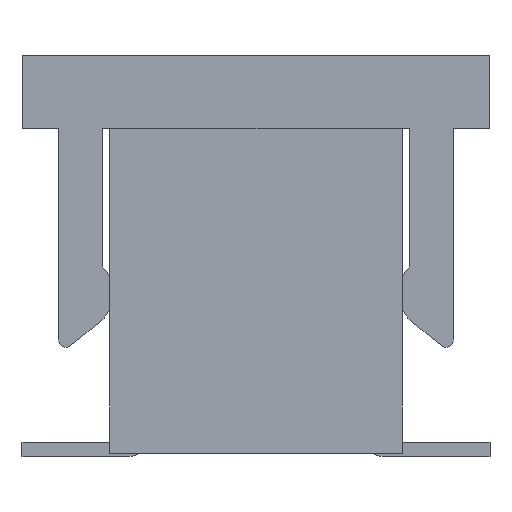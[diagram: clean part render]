
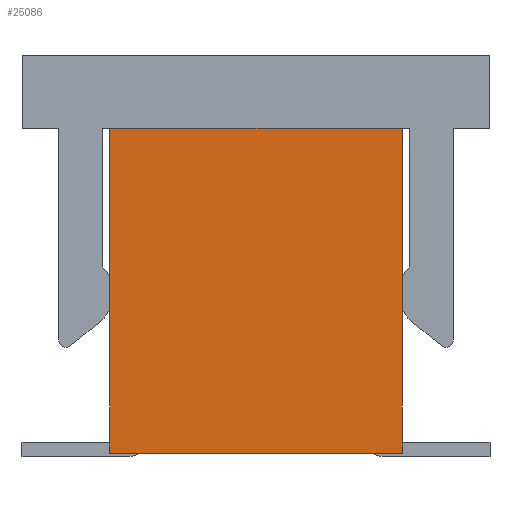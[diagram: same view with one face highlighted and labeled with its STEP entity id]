
A CAD part, left-side view. The second image highlights one B-rep face of the part: STEP entity #25086.
In plain terms, the highlighted planar face has unit normal (-1, 0, 0).
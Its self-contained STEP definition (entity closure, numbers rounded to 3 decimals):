
#1061=CARTESIAN_POINT('',(-5.15,2.,0.));
#1062=VERTEX_POINT('',#1061);
#1063=CARTESIAN_POINT('',(-5.15,-2.,0.));
#1064=VERTEX_POINT('',#1063);
#1065=CARTESIAN_POINT('',(-5.15,2.,0.));
#1066=DIRECTION('',(0.,-1.,0.));
#1067=VECTOR('',#1066,4.);
#1068=LINE('',#1065,#1067);
#1069=EDGE_CURVE('',#1062,#1064,#1068,.T.);
#24839=CARTESIAN_POINT('',(-5.15,2.,-4.45));
#24840=VERTEX_POINT('',#24839);
#24847=CARTESIAN_POINT('',(-5.15,2.,-4.45));
#24848=DIRECTION('',(0.,0.,1.));
#24849=VECTOR('',#24848,4.45);
#24850=LINE('',#24847,#24849);
#24851=EDGE_CURVE('',#24840,#1062,#24850,.T.);
#24876=CARTESIAN_POINT('',(-5.15,-2.,-4.45));
#24877=VERTEX_POINT('',#24876);
#25055=CARTESIAN_POINT('',(-5.15,-2.,0.));
#25056=DIRECTION('',(0.,0.,-1.));
#25057=VECTOR('',#25056,4.45);
#25058=LINE('',#25055,#25057);
#25059=EDGE_CURVE('',#1064,#24877,#25058,.T.);
#25070=CARTESIAN_POINT('',(-5.15,0.,-2.225));
#25071=DIRECTION('',(0.,-1.,0.));
#25072=DIRECTION('',(-1.,0.,0.));
#25073=AXIS2_PLACEMENT_3D('',#25070,#25072,#25071);
#25074=PLANE('',#25073);
#25075=ORIENTED_EDGE('',*,*,#1069,.F.);
#25076=ORIENTED_EDGE('',*,*,#24851,.F.);
#25077=CARTESIAN_POINT('',(-5.15,-2.,-4.45));
#25078=DIRECTION('',(0.,1.,0.));
#25079=VECTOR('',#25078,4.);
#25080=LINE('',#25077,#25079);
#25081=EDGE_CURVE('',#24877,#24840,#25080,.T.);
#25082=ORIENTED_EDGE('',*,*,#25081,.F.);
#25083=ORIENTED_EDGE('',*,*,#25059,.F.);
#25084=EDGE_LOOP('',(#25075,#25076,#25082,#25083));
#25085=FACE_OUTER_BOUND('',#25084,.T.);
#25086=ADVANCED_FACE('',(#25085),#25074,.T.);
